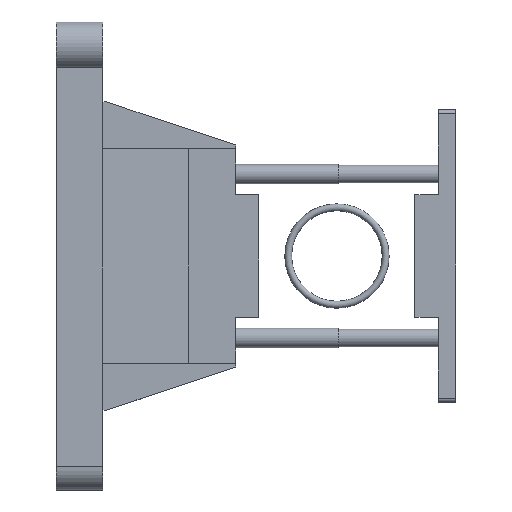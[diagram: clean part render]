
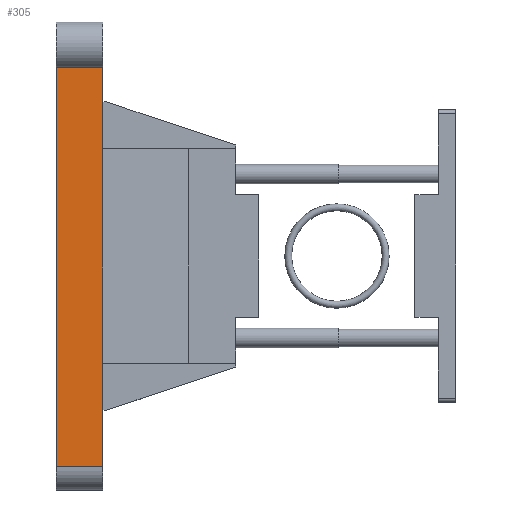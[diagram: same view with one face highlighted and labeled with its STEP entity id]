
A CAD part, top view. The second image highlights one B-rep face of the part: STEP entity #305.
In plain terms, the highlighted planar face has unit normal (0, 0, 1).
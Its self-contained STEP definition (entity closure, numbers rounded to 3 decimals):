
#305 = ADVANCED_FACE( '', ( #620 ), #621, .F. );
#620 = FACE_OUTER_BOUND( '', #980, .T. );
#621 = PLANE( '', #981 );
#980 = EDGE_LOOP( '', ( #1549, #1550, #1551, #1552, #1553, #1554 ) );
#981 = AXIS2_PLACEMENT_3D( '', #1555, #1556, #1557 );
#1549 = ORIENTED_EDGE( '', *, *, #2291, .T. );
#1550 = ORIENTED_EDGE( '', *, *, #2292, .F. );
#1551 = ORIENTED_EDGE( '', *, *, #2184, .F. );
#1552 = ORIENTED_EDGE( '', *, *, #2107, .T. );
#1553 = ORIENTED_EDGE( '', *, *, #2293, .F. );
#1554 = ORIENTED_EDGE( '', *, *, #2294, .T. );
#1555 = CARTESIAN_POINT( '', ( -48.343, 12., 6. ) );
#1556 = DIRECTION( '', ( 0., 0., -1. ) );
#1557 = DIRECTION( '', ( -1., 0., 0. ) );
#2107 = EDGE_CURVE( '', #2465, #2463, #2466, .T. );
#2184 = EDGE_CURVE( '', #2465, #2600, #2601, .T. );
#2291 = EDGE_CURVE( '', #2758, #2759, #2760, .T. );
#2292 = EDGE_CURVE( '', #2600, #2759, #2761, .T. );
#2293 = EDGE_CURVE( '', #2762, #2463, #2763, .T. );
#2294 = EDGE_CURVE( '', #2762, #2758, #2764, .T. );
#2463 = VERTEX_POINT( '', #2974 );
#2465 = VERTEX_POINT( '', #2977 );
#2466 = LINE( '', #2978, #2979 );
#2600 = VERTEX_POINT( '', #3170 );
#2601 = LINE( '', #3171, #3172 );
#2758 = VERTEX_POINT( '', #3381 );
#2759 = VERTEX_POINT( '', #3382 );
#2760 = LINE( '', #3383, #3384 );
#2761 = LINE( '', #3385, #3386 );
#2762 = VERTEX_POINT( '', #3387 );
#2763 = LINE( '', #3388, #3389 );
#2764 = LINE( '', #3390, #3391 );
#2974 = CARTESIAN_POINT( '', ( -27.5, 12., 6. ) );
#2977 = CARTESIAN_POINT( '', ( 27.5, 12., 6. ) );
#2978 = CARTESIAN_POINT( '', ( 27.5, 12., 6. ) );
#2979 = VECTOR( '', #3650, 1000. );
#3170 = CARTESIAN_POINT( '', ( 54., 12., 6. ) );
#3171 = CARTESIAN_POINT( '', ( -48.343, 12., 6. ) );
#3172 = VECTOR( '', #3729, 1000. );
#3381 = CARTESIAN_POINT( '', ( -48.343, 0., 6. ) );
#3382 = CARTESIAN_POINT( '', ( 54., 0., 6. ) );
#3383 = CARTESIAN_POINT( '', ( -48.343, 0., 6. ) );
#3384 = VECTOR( '', #3857, 1000. );
#3385 = CARTESIAN_POINT( '', ( 54., 12., 6. ) );
#3386 = VECTOR( '', #3858, 1000. );
#3387 = CARTESIAN_POINT( '', ( -48.343, 12., 6. ) );
#3388 = CARTESIAN_POINT( '', ( -48.343, 12., 6. ) );
#3389 = VECTOR( '', #3859, 1000. );
#3390 = CARTESIAN_POINT( '', ( -48.343, 12., 6. ) );
#3391 = VECTOR( '', #3860, 1000. );
#3650 = DIRECTION( '', ( -1., 0., 0. ) );
#3729 = DIRECTION( '', ( 1., 0., 0. ) );
#3857 = DIRECTION( '', ( 1., 0., 0. ) );
#3858 = DIRECTION( '', ( 0., -1., 0. ) );
#3859 = DIRECTION( '', ( 1., 0., 0. ) );
#3860 = DIRECTION( '', ( 0., -1., 0. ) );
